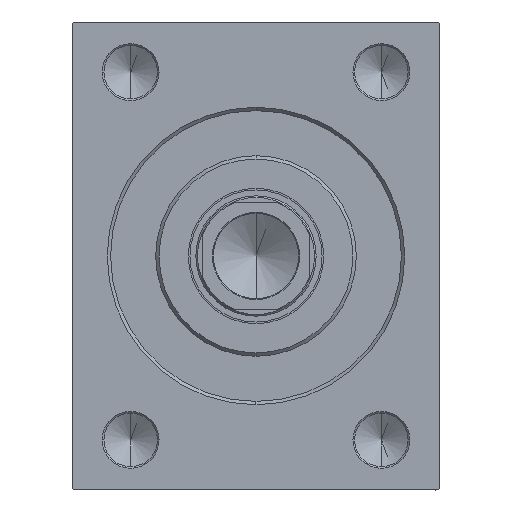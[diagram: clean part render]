
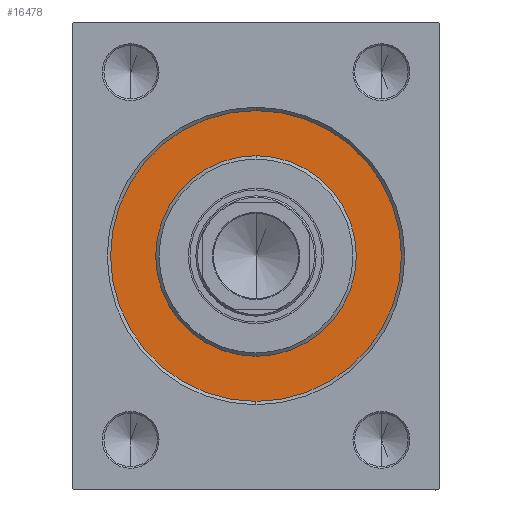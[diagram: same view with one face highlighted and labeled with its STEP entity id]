
A CAD part, left-side view. The second image highlights one B-rep face of the part: STEP entity #16478.
In plain terms, the highlighted face is planar.
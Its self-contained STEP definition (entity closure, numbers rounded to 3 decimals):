
#45 = ORIENTED_EDGE ( 'NONE', *, *, #23102, .F. ) ;
#822 = VERTEX_POINT ( 'NONE', #10337 ) ;
#1624 = VERTEX_POINT ( 'NONE', #29657 ) ;
#1713 = EDGE_CURVE ( 'NONE', #26488, #822, #15683, .T. ) ;
#1869 = DIRECTION ( 'NONE',  ( 1., 0., 0. ) ) ;
#2099 = CARTESIAN_POINT ( 'NONE',  ( 0., 0., 0. ) ) ;
#3337 = DIRECTION ( 'NONE',  ( 0., 0., 1. ) ) ;
#4326 = CARTESIAN_POINT ( 'NONE',  ( 0., 0., -43.5 ) ) ;
#6088 = DIRECTION ( 'NONE',  ( 1., 0., 0. ) ) ;
#7433 = CARTESIAN_POINT ( 'NONE',  ( 0., 0., 0. ) ) ;
#7560 = FACE_OUTER_BOUND ( 'NONE', #20867, .T. ) ;
#8027 = DIRECTION ( 'NONE',  ( 0., 0., 1. ) ) ;
#8324 = CIRCLE ( 'NONE', #23514, 43.5 ) ;
#8913 = ORIENTED_EDGE ( 'NONE', *, *, #22210, .F. ) ;
#10337 = CARTESIAN_POINT ( 'NONE',  ( 0., 0., 43.5 ) ) ;
#10974 = PLANE ( 'NONE',  #29845 ) ;
#11169 = CARTESIAN_POINT ( 'NONE',  ( 0., 0., -30. ) ) ;
#11434 = CARTESIAN_POINT ( 'NONE',  ( 0., 0., 0. ) ) ;
#14451 = DIRECTION ( 'NONE',  ( 0., 0., 1. ) ) ;
#14697 = VERTEX_POINT ( 'NONE', #11169 ) ;
#15181 = CIRCLE ( 'NONE', #40480, 30. ) ;
#15683 = CIRCLE ( 'NONE', #25098, 43.5 ) ;
#16478 = ADVANCED_FACE ( 'NONE', ( #38629, #7560 ), #10974, .F. ) ;
#18527 = DIRECTION ( 'NONE',  ( -1., 0., 0. ) ) ;
#20867 = EDGE_LOOP ( 'NONE', ( #22045, #45 ) ) ;
#21734 = ORIENTED_EDGE ( 'NONE', *, *, #42758, .F. ) ;
#22045 = ORIENTED_EDGE ( 'NONE', *, *, #1713, .F. ) ;
#22210 = EDGE_CURVE ( 'NONE', #14697, #1624, #42308, .T. ) ;
#23102 = EDGE_CURVE ( 'NONE', #822, #26488, #8324, .T. ) ;
#23514 = AXIS2_PLACEMENT_3D ( 'NONE', #7433, #34871, #3337 ) ;
#25098 = AXIS2_PLACEMENT_3D ( 'NONE', #35958, #18527, #14451 ) ;
#26488 = VERTEX_POINT ( 'NONE', #4326 ) ;
#29657 = CARTESIAN_POINT ( 'NONE',  ( 0., 0., 30. ) ) ;
#29845 = AXIS2_PLACEMENT_3D ( 'NONE', #11434, #32512, #8027 ) ;
#32512 = DIRECTION ( 'NONE',  ( -1., 0., 0. ) ) ;
#33387 = DIRECTION ( 'NONE',  ( 0., 0., -1. ) ) ;
#34871 = DIRECTION ( 'NONE',  ( -1., 0., 0. ) ) ;
#35958 = CARTESIAN_POINT ( 'NONE',  ( 0., 0., 0. ) ) ;
#37228 = EDGE_LOOP ( 'NONE', ( #21734, #8913 ) ) ;
#38629 = FACE_BOUND ( 'NONE', #37228, .T. ) ;
#40116 = CARTESIAN_POINT ( 'NONE',  ( 0., 0., 0. ) ) ;
#40338 = DIRECTION ( 'NONE',  ( 0., 0., -1. ) ) ;
#40480 = AXIS2_PLACEMENT_3D ( 'NONE', #2099, #1869, #33387 ) ;
#42308 = CIRCLE ( 'NONE', #43030, 30. ) ;
#42758 = EDGE_CURVE ( 'NONE', #1624, #14697, #15181, .T. ) ;
#43030 = AXIS2_PLACEMENT_3D ( 'NONE', #40116, #6088, #40338 ) ;
